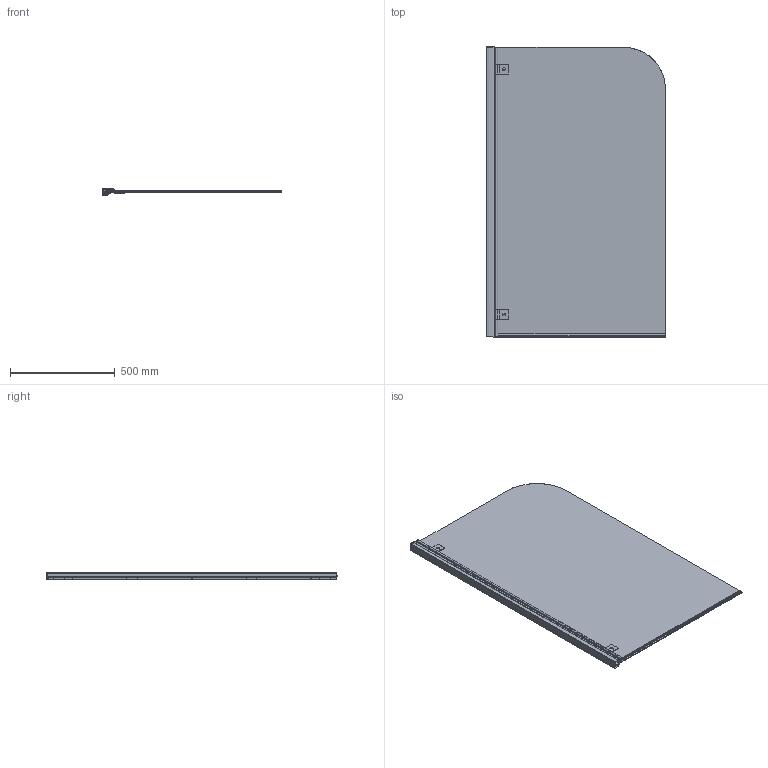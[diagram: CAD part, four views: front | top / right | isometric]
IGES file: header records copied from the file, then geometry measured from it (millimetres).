
Start section: SolidWorks IGES file using analytic representation for surfaces
Global section: file name: 4HBSP-YP-P711B-门夹.IGS; native system: SolidWorks 2010; preprocessor: SolidWorks 2010; author: wuzm; date: 200111.144210; units: millimetre
Bounding box: 854 x 1386.25 x 38.03 mm (x, y, z)
Surface area: 3273967.1 mm2 (no closed solid volume)
Topology: 0 solids, 0 shells, 1184 faces, 12947 edges, 12942 vertices
Faces by surface type: bspline 724, revolution 460
